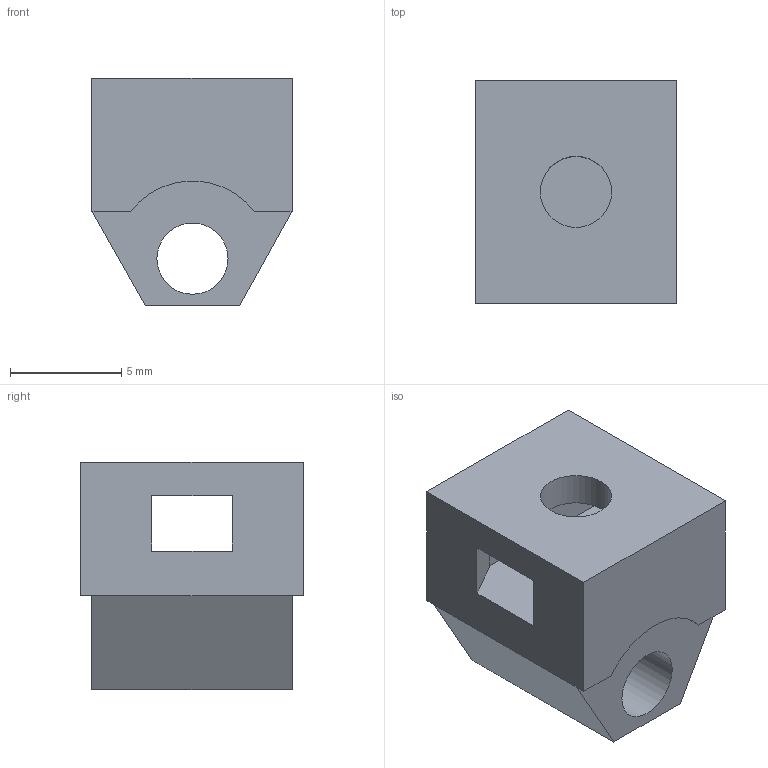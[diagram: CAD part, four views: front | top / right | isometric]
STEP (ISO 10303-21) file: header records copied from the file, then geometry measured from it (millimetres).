
FILE_DESCRIPTION(/* description */ (''),/* implementation_level */ '2;1');
FILE_NAME(/* name */ 'cam_rotator.stp',/* time_stamp */ '2015-08-27T09:39:45+02:00',/* author */ (''),/* organization */ (''),/* preprocessor_version */ 'ST-DEVELOPER v14',/* originating_system */ 'SIEMENS PLM Software NX 8.0',/* authorisation */ '');
FILE_SCHEMA (('AUTOMOTIVE_DESIGN { 1 0 10303 214 3 1 1 1 }'));
Length unit declared in the file: millimetre
Products named in the file (1): cam_rotator
Bounding box: 9 x 10 x 10.24 mm (x, y, z)
Volume: 561.7 mm3; surface area: 726.5 mm2
Topology: 1 solids, 1 shells, 26 faces, 91 edges, 93 vertices
Faces by surface type: plane 21, cylinder 5
Full cylindrical faces by diameter (mm): 3.2 x3
Entity records: 1023 total; most frequent: CARTESIAN_POINT 156, DIRECTION 150, ORIENTED_EDGE 124, LINE 76, VECTOR 76, EDGE_CURVE 62, VERTEX_POINT 42, AXIS2_PLACEMENT_3D 37
